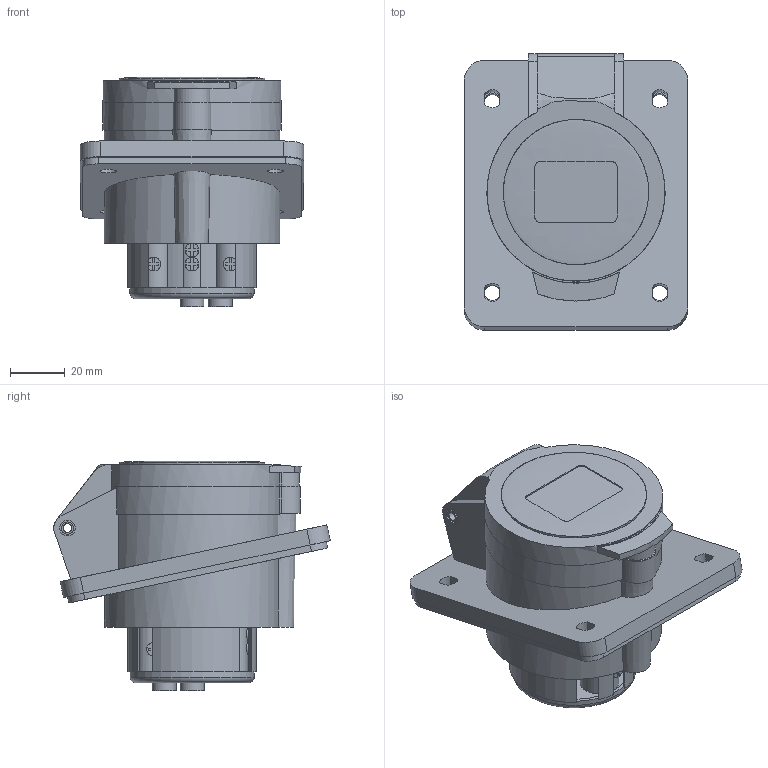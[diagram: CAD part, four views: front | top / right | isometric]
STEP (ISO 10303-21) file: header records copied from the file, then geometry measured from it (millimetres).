
FILE_DESCRIPTION (( 'STEP AP203' ), '1' );
FILE_NAME ('ps-424-32-380.ÃÌ Ðîçåòêà ñòàöèîíàðíàÿ âíóòðåííÿÿ 424 3Ð+ÐÅ 32À 380Â IP44 EKF.STEP', '2025-10-02T12:32:39', ( '' ), ( '' ), 'SwSTEP 2.0', 'SolidWorks 2021', '' );
FILE_SCHEMA (( 'CONFIG_CONTROL_DESIGN' ));
Length unit declared in the file: millimetre
Products named in the file (1): ps-424-32-380.ÃÌ Ðîçåòêà ñòàöèîíàðíàÿ âíóòðåííÿÿ 424 3Ð+ÐÅ 32À 380Â IP44 EKF
Bounding box: 81.5 x 100.86 x 83.84 mm (x, y, z)
Volume: 225790 mm3; surface area: 68088.9 mm2
Topology: 3 solids, 3 shells, 286 faces, 727 edges, 473 vertices
Faces by surface type: plane 201, cylinder 68, bspline 10, torus 5, cone 2
Full cylindrical faces by diameter (mm): 3 x2, 3.25 x3, 4.5 x2, 5 x5, 5.25 x4, 5.75 x2, 6 x4, 6.75 x2, 7 x2, 8.75 x2, 12 x3, 14.15 x1, 42.75 x1, 43.5 x1, 45.25 x1, 53 x1
Entity records: 9366 total; most frequent: CARTESIAN_POINT 2537, DIRECTION 1387, ORIENTED_EDGE 1344, EDGE_CURVE 672, AXIS2_PLACEMENT_3D 480, VERTEX_POINT 457, LINE 427, VECTOR 427
